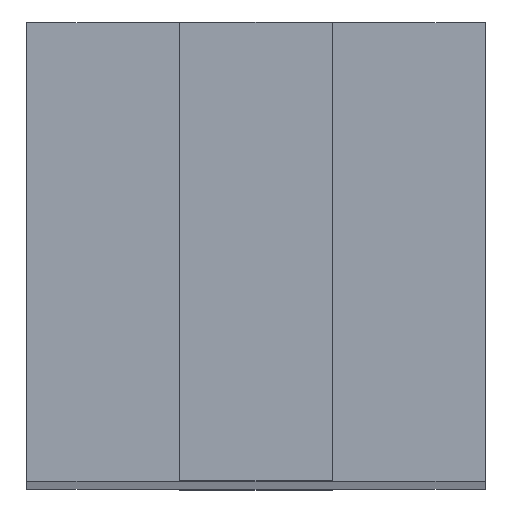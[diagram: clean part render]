
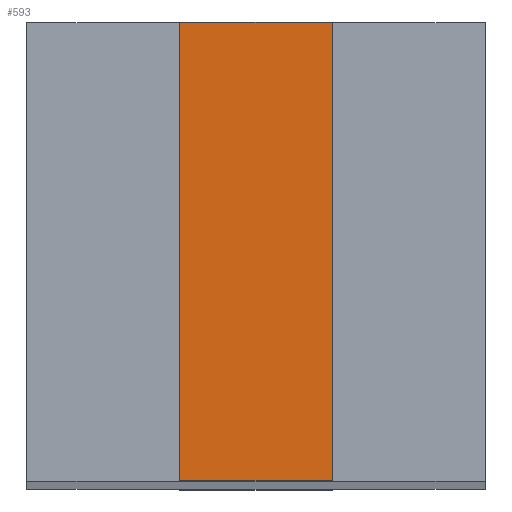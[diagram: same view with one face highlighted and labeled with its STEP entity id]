
A CAD part, top view. The second image highlights one B-rep face of the part: STEP entity #593.
In plain terms, the highlighted planar face has unit normal (0, 0, 1).
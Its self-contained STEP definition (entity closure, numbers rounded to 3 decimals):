
#54 = LINE ( 'NONE', #721, #604 ) ;
#68 = ORIENTED_EDGE ( 'NONE', *, *, #441, .T. ) ;
#91 = VERTEX_POINT ( 'NONE', #380 ) ;
#94 = VECTOR ( 'NONE', #463, 1000. ) ;
#95 = AXIS2_PLACEMENT_3D ( 'NONE', #630, #319, #144 ) ;
#116 = LINE ( 'NONE', #658, #134 ) ;
#119 = VECTOR ( 'NONE', #547, 1000. ) ;
#134 = VECTOR ( 'NONE', #187, 1000. ) ;
#144 = DIRECTION ( 'NONE',  ( 1., 0., 0. ) ) ;
#150 = ORIENTED_EDGE ( 'NONE', *, *, #433, .T. ) ;
#187 = DIRECTION ( 'NONE',  ( -1., 0., 0. ) ) ;
#200 = CARTESIAN_POINT ( 'NONE',  ( -4.233, 12.7, 150. ) ) ;
#312 = VERTEX_POINT ( 'NONE', #332 ) ;
#319 = DIRECTION ( 'NONE',  ( 0., 0., 1. ) ) ;
#322 = VERTEX_POINT ( 'NONE', #337 ) ;
#332 = CARTESIAN_POINT ( 'NONE',  ( -4.233, -12.7, 150. ) ) ;
#337 = CARTESIAN_POINT ( 'NONE',  ( 4.233, -12.7, 150. ) ) ;
#364 = CARTESIAN_POINT ( 'NONE',  ( -4.233, 12.7, 150. ) ) ;
#380 = CARTESIAN_POINT ( 'NONE',  ( 4.233, 12.7, 150. ) ) ;
#427 = ORIENTED_EDGE ( 'NONE', *, *, #511, .F. ) ;
#433 = EDGE_CURVE ( 'NONE', #610, #312, #724, .T. ) ;
#441 = EDGE_CURVE ( 'NONE', #312, #322, #54, .T. ) ;
#463 = DIRECTION ( 'NONE',  ( 0., -1., 0. ) ) ;
#501 = EDGE_CURVE ( 'NONE', #91, #610, #116, .T. ) ;
#511 = EDGE_CURVE ( 'NONE', #91, #322, #600, .T. ) ;
#547 = DIRECTION ( 'NONE',  ( 0., -1., 0. ) ) ;
#558 = ORIENTED_EDGE ( 'NONE', *, *, #501, .T. ) ;
#568 = FACE_OUTER_BOUND ( 'NONE', #736, .T. ) ;
#586 = CARTESIAN_POINT ( 'NONE',  ( 4.233, 12.7, 150. ) ) ;
#593 = ADVANCED_FACE ( 'NONE', ( #568 ), #748, .T. ) ;
#596 = DIRECTION ( 'NONE',  ( 1., 0., 0. ) ) ;
#600 = LINE ( 'NONE', #586, #119 ) ;
#604 = VECTOR ( 'NONE', #596, 1000. ) ;
#610 = VERTEX_POINT ( 'NONE', #200 ) ;
#630 = CARTESIAN_POINT ( 'NONE',  ( 0., 0., 150. ) ) ;
#658 = CARTESIAN_POINT ( 'NONE',  ( -12.7, 12.7, 150. ) ) ;
#721 = CARTESIAN_POINT ( 'NONE',  ( -12.7, -12.7, 150. ) ) ;
#724 = LINE ( 'NONE', #364, #94 ) ;
#736 = EDGE_LOOP ( 'NONE', ( #427, #558, #150, #68 ) ) ;
#748 = PLANE ( 'NONE',  #95 ) ;
